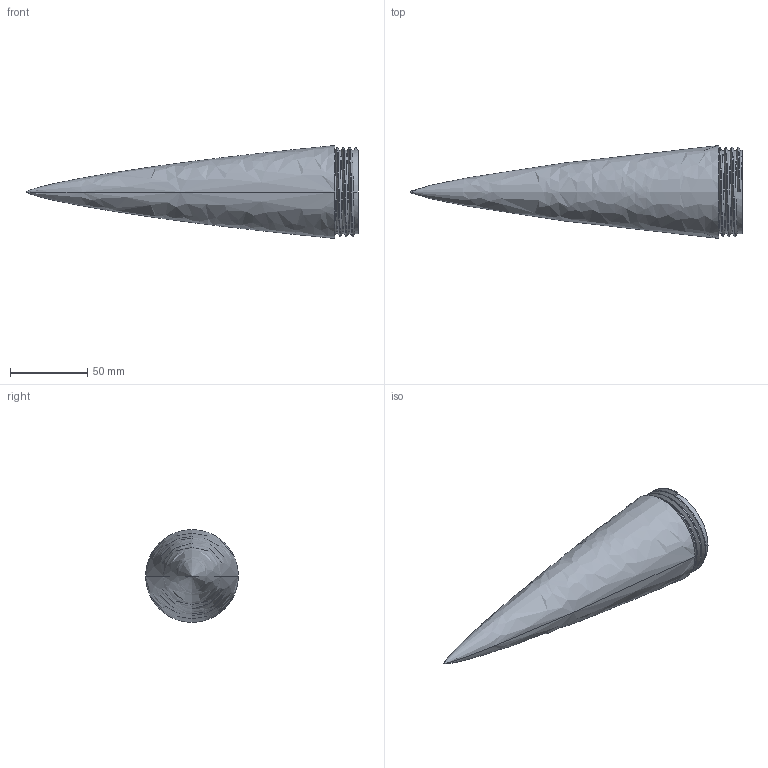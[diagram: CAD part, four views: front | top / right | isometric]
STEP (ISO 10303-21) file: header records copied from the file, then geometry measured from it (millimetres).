
FILE_DESCRIPTION (( 'STEP AP214' ), '1' );
FILE_NAME ('Glassed Nose Cone Top.STEP', '2024-07-08T01:00:56', ( '' ), ( '' ), 'SwSTEP 2.0', 'SolidWorks 2024', '' );
FILE_SCHEMA (( 'AUTOMOTIVE_DESIGN' ));
Length unit declared in the file: millimetre
Products named in the file (1): Glassed Nose Cone Top
Bounding box: 215 x 60.1 x 60.1 mm (x, y, z)
Volume: 77716.7 mm3; surface area: 50930.9 mm2
Topology: 1 solids, 1 shells, 28 faces, 74 edges, 44 vertices
Faces by surface type: cylinder 13, torus 6, bspline 5, plane 4
Entity records: 2256 total; most frequent: CARTESIAN_POINT 1646, ORIENTED_EDGE 140, DIRECTION 106, EDGE_CURVE 70, AXIS2_PLACEMENT_3D 44, VERTEX_POINT 44, EDGE_LOOP 30, ADVANCED_FACE 28
